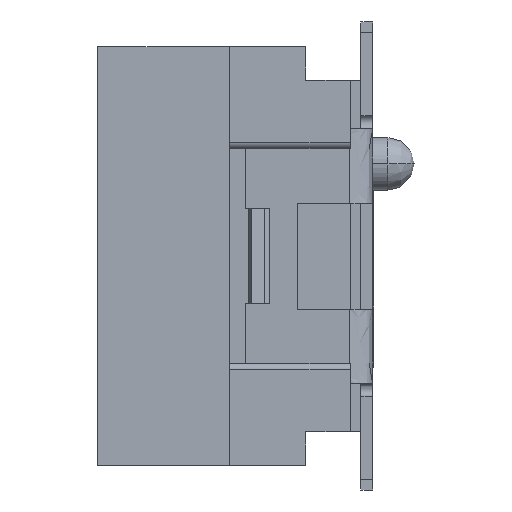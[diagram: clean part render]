
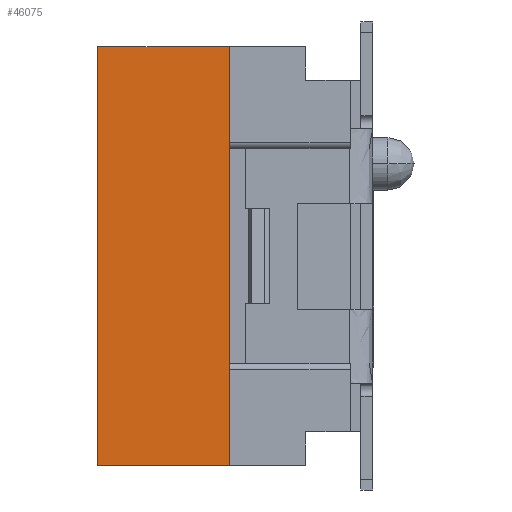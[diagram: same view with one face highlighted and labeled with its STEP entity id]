
A CAD part, left-side view. The second image highlights one B-rep face of the part: STEP entity #46075.
In plain terms, the highlighted free-form (B-spline) face has degree [1, 1] with [2, 2] control points.
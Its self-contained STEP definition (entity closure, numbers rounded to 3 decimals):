
#2819 = EDGE_CURVE ( 'NONE', #17972, #27101, #9429, .T. ) ;
#4930 = DIRECTION ( 'NONE',  ( 0., 0., -1. ) ) ;
#5443 = DIRECTION ( 'NONE',  ( 0., -1., 0. ) ) ;
#6503 = CARTESIAN_POINT ( 'NONE',  ( -6.95, 3.328, -2.6 ) ) ;
#9218 = DIRECTION ( 'NONE',  ( 0., 0., 1. ) ) ;
#9429 = LINE ( 'NONE', #23736, #24073 ) ;
#9463 = CARTESIAN_POINT ( 'NONE',  ( -6.95, 3.296, -2.5 ) ) ;
#10184 = VECTOR ( 'NONE', #36045, 1000. ) ;
#11409 = CARTESIAN_POINT ( 'NONE',  ( -6.95, 1.721, -2.5 ) ) ;
#12962 = ORIENTED_EDGE ( 'NONE', *, *, #31932, .T. ) ;
#13688 = ORIENTED_EDGE ( 'NONE', *, *, #32547, .F. ) ;
#15251 = EDGE_CURVE ( 'NONE', #27101, #27031, #34172, .T. ) ;
#16049 = ORIENTED_EDGE ( 'NONE', *, *, #15251, .T. ) ;
#17972 = VERTEX_POINT ( 'NONE', #9463 ) ;
#18466 = CARTESIAN_POINT ( 'NONE',  ( -6.95, 1.721, 2.5 ) ) ;
#19152 = VECTOR ( 'NONE', #4930, 1000. ) ;
#20245 = CARTESIAN_POINT ( 'NONE',  ( -6.95, 1.721, -2.5 ) ) ;
#20564 = FACE_OUTER_BOUND ( 'NONE', #41845, .T. ) ;
#21262 = CARTESIAN_POINT ( 'NONE',  ( -6.95, 1.69, -2.6 ) ) ;
#23736 = CARTESIAN_POINT ( 'NONE',  ( -6.95, 3.296, -2.5 ) ) ;
#24073 = VECTOR ( 'NONE', #5443, 1000. ) ;
#26183 = LINE ( 'NONE', #32530, #10184 ) ;
#27031 = VERTEX_POINT ( 'NONE', #18466 ) ;
#27101 = VERTEX_POINT ( 'NONE', #11409 ) ;
#27886 = CARTESIAN_POINT ( 'NONE',  ( -6.95, 1.69, 2.6 ) ) ;
#30111 = VERTEX_POINT ( 'NONE', #35270 ) ;
#31932 = EDGE_CURVE ( 'NONE', #30111, #17972, #33844, .T. ) ;
#32530 = CARTESIAN_POINT ( 'NONE',  ( -6.95, 3.296, 2.5 ) ) ;
#32547 = EDGE_CURVE ( 'NONE', #30111, #27031, #26183, .T. ) ;
#33844 = LINE ( 'NONE', #37122, #19152 ) ;
#34172 = LINE ( 'NONE', #20245, #38472 ) ;
#35270 = CARTESIAN_POINT ( 'NONE',  ( -6.95, 3.296, 2.5 ) ) ;
#35571 = B_SPLINE_SURFACE_WITH_KNOTS ( 'NONE', 1, 1, ( 
 ( #21262, #27886 ),
 ( #6503, #41123 ) ),
 .UNSPECIFIED., .F., .F., .F.,
 ( 2, 2 ),
 ( 2, 2 ),
 ( -0.032, 1.607 ),
 ( 0.8, 6. ),
 .UNSPECIFIED. ) ;
#36045 = DIRECTION ( 'NONE',  ( 0., -1., 0. ) ) ;
#37122 = CARTESIAN_POINT ( 'NONE',  ( -6.95, 3.296, 2.5 ) ) ;
#38472 = VECTOR ( 'NONE', #9218, 1000. ) ;
#39188 = ORIENTED_EDGE ( 'NONE', *, *, #2819, .T. ) ;
#41123 = CARTESIAN_POINT ( 'NONE',  ( -6.95, 3.328, 2.6 ) ) ;
#41845 = EDGE_LOOP ( 'NONE', ( #16049, #13688, #12962, #39188 ) ) ;
#46075 = ADVANCED_FACE ( 'NONE', ( #20564 ), #35571, .F. ) ;
